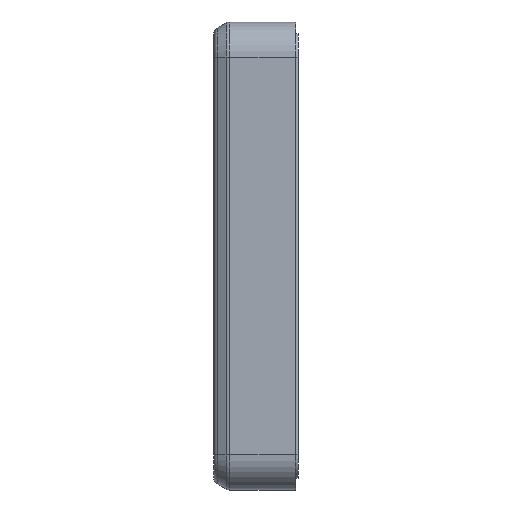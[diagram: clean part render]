
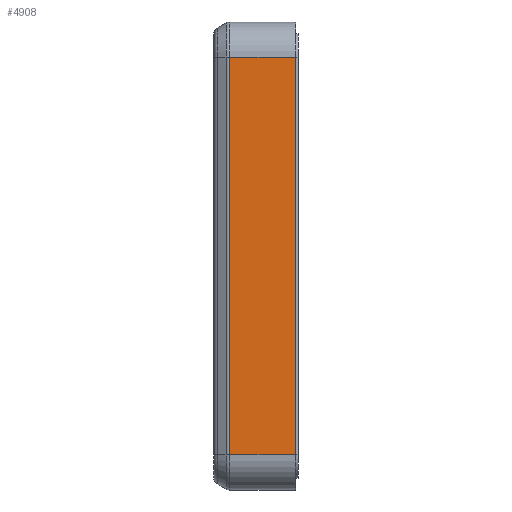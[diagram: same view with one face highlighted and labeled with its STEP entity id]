
A CAD part, left-side view. The second image highlights one B-rep face of the part: STEP entity #4908.
In plain terms, the highlighted planar face has unit normal (-1, 0, 0).
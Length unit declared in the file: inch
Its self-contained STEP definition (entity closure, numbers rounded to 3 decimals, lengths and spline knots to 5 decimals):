
#200 = LINE ( 'NONE', #2650, #478 ) ;
#247 = ORIENTED_EDGE ( 'NONE', *, *, #529, .T. ) ;
#289 = DIRECTION ( 'NONE',  ( 0., 0., 1. ) ) ;
#478 = VECTOR ( 'NONE', #289, 39.37008 ) ;
#487 = CARTESIAN_POINT ( 'NONE',  ( -2.5, 0.2674, 2.125 ) ) ;
#529 = EDGE_CURVE ( 'NONE', #1817, #941, #200, .T. ) ;
#795 = VECTOR ( 'NONE', #4351, 39.37008 ) ;
#808 = PLANE ( 'NONE',  #2497 ) ;
#941 = VERTEX_POINT ( 'NONE', #1920 ) ;
#1173 = CARTESIAN_POINT ( 'NONE',  ( -2.5, 0.4375, 2.125 ) ) ;
#1391 = ORIENTED_EDGE ( 'NONE', *, *, #3101, .T. ) ;
#1435 = EDGE_CURVE ( 'NONE', #4517, #1817, #6045, .T. ) ;
#1647 = CARTESIAN_POINT ( 'NONE',  ( -2.5, 0.2674, -2.125 ) ) ;
#1817 = VERTEX_POINT ( 'NONE', #4326 ) ;
#1856 = EDGE_CURVE ( 'NONE', #941, #5966, #5064, .T. ) ;
#1920 = CARTESIAN_POINT ( 'NONE',  ( -2.5, -0.4375, 2.125 ) ) ;
#2497 = AXIS2_PLACEMENT_3D ( 'NONE', #3069, #2696, #6042 ) ;
#2650 = CARTESIAN_POINT ( 'NONE',  ( -2.5, -0.4375, -2.5 ) ) ;
#2696 = DIRECTION ( 'NONE',  ( 1., 0., 0. ) ) ;
#2827 = EDGE_LOOP ( 'NONE', ( #5235, #1391, #4400, #247 ) ) ;
#3069 = CARTESIAN_POINT ( 'NONE',  ( -2.5, 0.4375, -2.5 ) ) ;
#3101 = EDGE_CURVE ( 'NONE', #5966, #4517, #5430, .T. ) ;
#3161 = FACE_OUTER_BOUND ( 'NONE', #2827, .T. ) ;
#3203 = DIRECTION ( 'NONE',  ( 0., -1., 0. ) ) ;
#3264 = VECTOR ( 'NONE', #5927, 39.37008 ) ;
#3648 = CARTESIAN_POINT ( 'NONE',  ( -2.5, 0.4375, -2.125 ) ) ;
#3879 = VECTOR ( 'NONE', #3203, 39.37008 ) ;
#4326 = CARTESIAN_POINT ( 'NONE',  ( -2.5, -0.4375, -2.125 ) ) ;
#4351 = DIRECTION ( 'NONE',  ( 0., 0., -1. ) ) ;
#4400 = ORIENTED_EDGE ( 'NONE', *, *, #1435, .T. ) ;
#4517 = VERTEX_POINT ( 'NONE', #5447 ) ;
#4908 = ADVANCED_FACE ( 'NONE', ( #3161 ), #808, .F. ) ;
#5064 = LINE ( 'NONE', #1173, #3264 ) ;
#5235 = ORIENTED_EDGE ( 'NONE', *, *, #1856, .T. ) ;
#5430 = LINE ( 'NONE', #1647, #795 ) ;
#5447 = CARTESIAN_POINT ( 'NONE',  ( -2.5, 0.2674, -2.125 ) ) ;
#5927 = DIRECTION ( 'NONE',  ( 0., 1., 0. ) ) ;
#5966 = VERTEX_POINT ( 'NONE', #487 ) ;
#6042 = DIRECTION ( 'NONE',  ( 0., 0., -1. ) ) ;
#6045 = LINE ( 'NONE', #3648, #3879 ) ;
